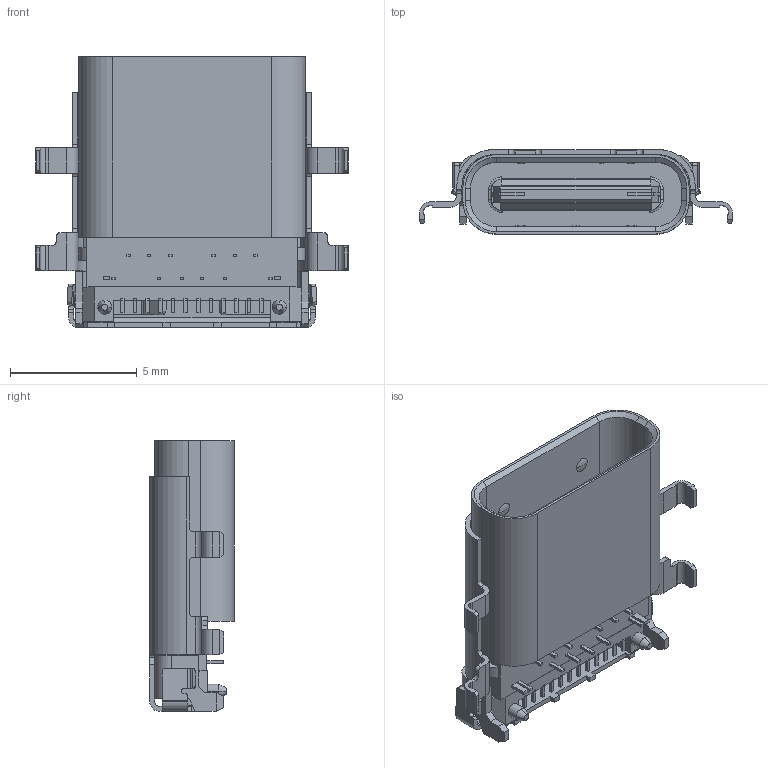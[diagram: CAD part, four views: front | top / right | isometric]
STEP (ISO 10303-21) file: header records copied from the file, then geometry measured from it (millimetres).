
FILE_DESCRIPTION(('STEP AP242'),'1');
FILE_NAME('67172.stp','2018-11-14T02:46:46',('TraceParts'),('TraceParts S.A.'),'Spatial InterOp 3D',' ',' ');
FILE_SCHEMA(('AP242_MANAGED_MODEL_BASED_3D_ENGINEERING_MIM_LF {1 0 10303 442 1 1 4}'));
Length unit declared in the file: millimetre
Products named in the file (1): 67172
Bounding box: 12.35 x 3.34 x 10.7 mm (x, y, z)
Volume: 160.3 mm3; surface area: 648 mm2
Topology: 1 solids, 1 shells, 712 faces, 2036 edges, 1331 vertices
Faces by surface type: plane 536, cylinder 149, cone 12, sphere 11, torus 4
Entity records: 23025 total; most frequent: CARTESIAN_POINT 4158, ORIENTED_EDGE 4052, DIRECTION 3796, EDGE_CURVE 2026, LINE 1650, VECTOR 1650, VERTEX_POINT 1331, AXIS2_PLACEMENT_3D 1073
